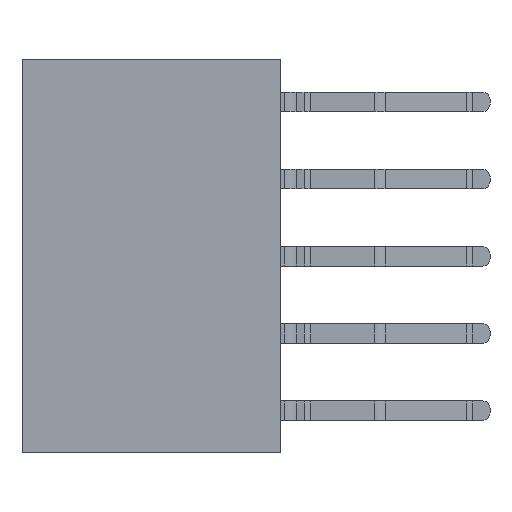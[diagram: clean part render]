
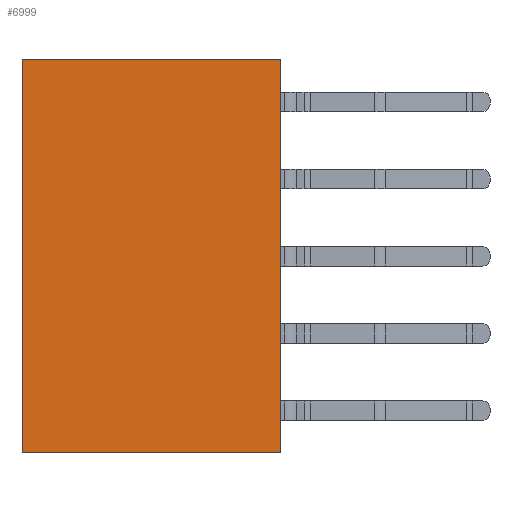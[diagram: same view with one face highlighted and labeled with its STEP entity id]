
A CAD part, left-side view. The second image highlights one B-rep face of the part: STEP entity #6999.
In plain terms, the highlighted planar face has unit normal (-1, 0, 0).
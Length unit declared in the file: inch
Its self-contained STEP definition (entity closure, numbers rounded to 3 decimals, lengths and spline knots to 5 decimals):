
#432 = CARTESIAN_POINT ( 'NONE',  ( -0.09843, 0.16732, -0.05492 ) ) ;
#948 = DIRECTION ( 'NONE',  ( 1., 0., 0. ) ) ;
#1390 = VECTOR ( 'NONE', #11240, 39.37008 ) ;
#1481 = DIRECTION ( 'NONE',  ( 0., 1., 0. ) ) ;
#2244 = CARTESIAN_POINT ( 'NONE',  ( -0.09843, -0.16732, 0.45492 ) ) ;
#6203 = VERTEX_POINT ( 'NONE', #7691 ) ;
#6795 = AXIS2_PLACEMENT_3D ( 'NONE', #9859, #948, #28364 ) ;
#6999 = ADVANCED_FACE ( 'NONE', ( #7431 ), #12309, .F. ) ;
#7163 = CARTESIAN_POINT ( 'NONE',  ( -0.09843, 0., -0.05492 ) ) ;
#7359 = EDGE_CURVE ( 'NONE', #15649, #9477, #18806, .T. ) ;
#7431 = FACE_OUTER_BOUND ( 'NONE', #19991, .T. ) ;
#7691 = CARTESIAN_POINT ( 'NONE',  ( -0.09843, -0.16732, -0.05492 ) ) ;
#8051 = EDGE_CURVE ( 'NONE', #9477, #8903, #20847, .T. ) ;
#8903 = VERTEX_POINT ( 'NONE', #2244 ) ;
#9477 = VERTEX_POINT ( 'NONE', #19526 ) ;
#9859 = CARTESIAN_POINT ( 'NONE',  ( -0.09843, -0.17402, 0.46512 ) ) ;
#11240 = DIRECTION ( 'NONE',  ( 0., 0., -1. ) ) ;
#12037 = VECTOR ( 'NONE', #1481, 39.37008 ) ;
#12309 = PLANE ( 'NONE',  #6795 ) ;
#13990 = LINE ( 'NONE', #15408, #1390 ) ;
#15012 = ORIENTED_EDGE ( 'NONE', *, *, #7359, .F. ) ;
#15408 = CARTESIAN_POINT ( 'NONE',  ( -0.09843, -0.16732, 0.2 ) ) ;
#15649 = VERTEX_POINT ( 'NONE', #432 ) ;
#15661 = DIRECTION ( 'NONE',  ( 0., -1., 0. ) ) ;
#16304 = ORIENTED_EDGE ( 'NONE', *, *, #28009, .F. ) ;
#16671 = CARTESIAN_POINT ( 'NONE',  ( -0.09843, 0.16732, 0.2 ) ) ;
#18806 = LINE ( 'NONE', #16671, #18942 ) ;
#18942 = VECTOR ( 'NONE', #21413, 39.37008 ) ;
#19164 = VECTOR ( 'NONE', #15661, 39.37008 ) ;
#19526 = CARTESIAN_POINT ( 'NONE',  ( -0.09843, 0.16732, 0.45492 ) ) ;
#19991 = EDGE_LOOP ( 'NONE', ( #16304, #26689, #15012, #24066 ) ) ;
#20847 = LINE ( 'NONE', #22656, #19164 ) ;
#21413 = DIRECTION ( 'NONE',  ( 0., 0., 1. ) ) ;
#22656 = CARTESIAN_POINT ( 'NONE',  ( -0.09843, 0., 0.45492 ) ) ;
#22948 = LINE ( 'NONE', #7163, #12037 ) ;
#24066 = ORIENTED_EDGE ( 'NONE', *, *, #28023, .F. ) ;
#26689 = ORIENTED_EDGE ( 'NONE', *, *, #8051, .F. ) ;
#28009 = EDGE_CURVE ( 'NONE', #8903, #6203, #13990, .T. ) ;
#28023 = EDGE_CURVE ( 'NONE', #6203, #15649, #22948, .T. ) ;
#28364 = DIRECTION ( 'NONE',  ( 0., 0., -1. ) ) ;
